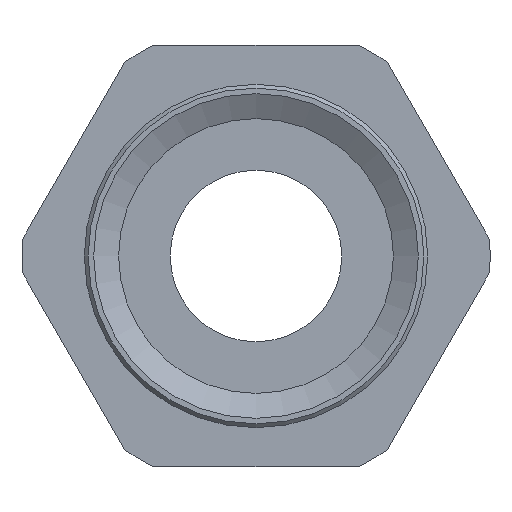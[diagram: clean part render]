
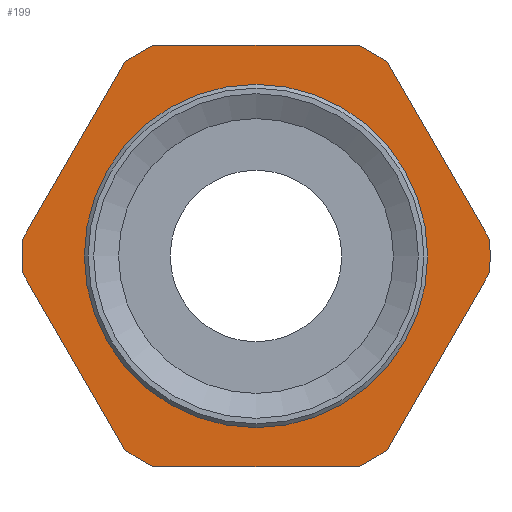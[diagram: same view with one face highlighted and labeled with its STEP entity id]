
A CAD part, left-side view. The second image highlights one B-rep face of the part: STEP entity #199.
In plain terms, the highlighted planar face has unit normal (-1, 0, 0).
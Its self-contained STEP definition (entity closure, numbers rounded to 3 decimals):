
#199 = ADVANCED_FACE( '', ( #463, #464 ), #465, .F. );
#463 = FACE_OUTER_BOUND( '', #783, .T. );
#464 = FACE_BOUND( '', #784, .T. );
#465 = PLANE( '', #785 );
#783 = EDGE_LOOP( '', ( #1272, #1273, #1274, #1275, #1276, #1277, #1278, #1279, #1280, #1281, #1282, #1283 ) );
#784 = EDGE_LOOP( '', ( #1284 ) );
#785 = AXIS2_PLACEMENT_3D( '', #1285, #1286, #1287 );
#1272 = ORIENTED_EDGE( '', *, *, #1886, .F. );
#1273 = ORIENTED_EDGE( '', *, *, #1785, .F. );
#1274 = ORIENTED_EDGE( '', *, *, #1887, .F. );
#1275 = ORIENTED_EDGE( '', *, *, #1888, .F. );
#1276 = ORIENTED_EDGE( '', *, *, #1889, .F. );
#1277 = ORIENTED_EDGE( '', *, *, #1890, .F. );
#1278 = ORIENTED_EDGE( '', *, *, #1882, .F. );
#1279 = ORIENTED_EDGE( '', *, *, #1727, .F. );
#1280 = ORIENTED_EDGE( '', *, *, #1834, .F. );
#1281 = ORIENTED_EDGE( '', *, *, #1891, .F. );
#1282 = ORIENTED_EDGE( '', *, *, #1856, .F. );
#1283 = ORIENTED_EDGE( '', *, *, #1892, .F. );
#1284 = ORIENTED_EDGE( '', *, *, #1808, .T. );
#1285 = CARTESIAN_POINT( '', ( 25., 51.5, 0. ) );
#1286 = DIRECTION( '', ( 1., 0., 0. ) );
#1287 = DIRECTION( '', ( 0., 0., -1. ) );
#1727 = EDGE_CURVE( '', #2022, #2023, #2024, .T. );
#1785 = EDGE_CURVE( '', #2127, #2128, #2129, .T. );
#1808 = EDGE_CURVE( '', #2164, #2164, #2165, .T. );
#1834 = EDGE_CURVE( '', #2204, #2022, #2206, .T. );
#1856 = EDGE_CURVE( '', #2239, #2240, #2241, .T. );
#1882 = EDGE_CURVE( '', #2023, #2277, #2278, .T. );
#1886 = EDGE_CURVE( '', #2128, #2283, #2284, .T. );
#1887 = EDGE_CURVE( '', #2285, #2127, #2286, .T. );
#1888 = EDGE_CURVE( '', #2287, #2285, #2288, .T. );
#1889 = EDGE_CURVE( '', #2289, #2287, #2290, .T. );
#1890 = EDGE_CURVE( '', #2277, #2289, #2291, .T. );
#1891 = EDGE_CURVE( '', #2240, #2204, #2292, .T. );
#1892 = EDGE_CURVE( '', #2283, #2239, #2293, .T. );
#2022 = VERTEX_POINT( '', #2449 );
#2023 = VERTEX_POINT( '', #2450 );
#2024 = LINE( '', #2451, #2452 );
#2127 = VERTEX_POINT( '', #2601 );
#2128 = VERTEX_POINT( '', #2602 );
#2129 = LINE( '', #2603, #2604 );
#2164 = VERTEX_POINT( '', #2656 );
#2165 = CIRCLE( '', #2657, 51.673 );
#2204 = VERTEX_POINT( '', #2712 );
#2206 = CIRCLE( '', #2715, 75. );
#2239 = VERTEX_POINT( '', #2770 );
#2240 = VERTEX_POINT( '', #2771 );
#2241 = CIRCLE( '', #2772, 75. );
#2277 = VERTEX_POINT( '', #2830 );
#2278 = CIRCLE( '', #2831, 75. );
#2283 = VERTEX_POINT( '', #2837 );
#2284 = CIRCLE( '', #2838, 75. );
#2285 = VERTEX_POINT( '', #2839 );
#2286 = CIRCLE( '', #2840, 75. );
#2287 = VERTEX_POINT( '', #2841 );
#2288 = LINE( '', #2842, #2843 );
#2289 = VERTEX_POINT( '', #2844 );
#2290 = CIRCLE( '', #2845, 75. );
#2291 = LINE( '', #2846, #2847 );
#2292 = LINE( '', #2848, #2849 );
#2293 = LINE( '', #2850, #2851 );
#2449 = CARTESIAN_POINT( '', ( 25., -42.111, 62.062 ) );
#2450 = CARTESIAN_POINT( '', ( 25., -74.803, 5.438 ) );
#2451 = CARTESIAN_POINT( '', ( 25., -38.971, 67.5 ) );
#2452 = VECTOR( '', #3093, 1000. );
#2601 = CARTESIAN_POINT( '', ( 25., 42.111, -62.062 ) );
#2602 = CARTESIAN_POINT( '', ( 25., 74.803, -5.438 ) );
#2603 = CARTESIAN_POINT( '', ( 25., 38.971, -67.5 ) );
#2604 = VECTOR( '', #3178, 1000. );
#2656 = CARTESIAN_POINT( '', ( 25., 0., -51.673 ) );
#2657 = AXIS2_PLACEMENT_3D( '', #3207, #3208, #3209 );
#2712 = CARTESIAN_POINT( '', ( 25., -32.692, 67.5 ) );
#2715 = AXIS2_PLACEMENT_3D( '', #3241, #3242, #3243 );
#2770 = CARTESIAN_POINT( '', ( 25., 42.111, 62.062 ) );
#2771 = CARTESIAN_POINT( '', ( 25., 32.692, 67.5 ) );
#2772 = AXIS2_PLACEMENT_3D( '', #3267, #3268, #3269 );
#2830 = CARTESIAN_POINT( '', ( 25., -74.803, -5.438 ) );
#2831 = AXIS2_PLACEMENT_3D( '', #3291, #3292, #3293 );
#2837 = CARTESIAN_POINT( '', ( 25., 74.803, 5.438 ) );
#2838 = AXIS2_PLACEMENT_3D( '', #3298, #3299, #3300 );
#2839 = CARTESIAN_POINT( '', ( 25., 32.692, -67.5 ) );
#2840 = AXIS2_PLACEMENT_3D( '', #3301, #3302, #3303 );
#2841 = CARTESIAN_POINT( '', ( 25., -32.692, -67.5 ) );
#2842 = CARTESIAN_POINT( '', ( 25., -38.971, -67.5 ) );
#2843 = VECTOR( '', #3304, 1000. );
#2844 = CARTESIAN_POINT( '', ( 25., -42.111, -62.062 ) );
#2845 = AXIS2_PLACEMENT_3D( '', #3305, #3306, #3307 );
#2846 = CARTESIAN_POINT( '', ( 25., -77.942, 0. ) );
#2847 = VECTOR( '', #3308, 1000. );
#2848 = CARTESIAN_POINT( '', ( 25., 38.971, 67.5 ) );
#2849 = VECTOR( '', #3309, 1000. );
#2850 = CARTESIAN_POINT( '', ( 25., 77.942, 0. ) );
#2851 = VECTOR( '', #3310, 1000. );
#3093 = DIRECTION( '', ( 0., -0.5, -0.866 ) );
#3178 = DIRECTION( '', ( 0., 0.5, 0.866 ) );
#3207 = CARTESIAN_POINT( '', ( 25., 0., 0. ) );
#3208 = DIRECTION( '', ( 1., 0., 0. ) );
#3209 = DIRECTION( '', ( 0., 0., -1. ) );
#3241 = CARTESIAN_POINT( '', ( 25., 0., 0. ) );
#3242 = DIRECTION( '', ( 1., 0., 0. ) );
#3243 = DIRECTION( '', ( 0., 0., -1. ) );
#3267 = CARTESIAN_POINT( '', ( 25., 0., 0. ) );
#3268 = DIRECTION( '', ( 1., 0., 0. ) );
#3269 = DIRECTION( '', ( 0., 0., -1. ) );
#3291 = CARTESIAN_POINT( '', ( 25., 0., 0. ) );
#3292 = DIRECTION( '', ( 1., 0., 0. ) );
#3293 = DIRECTION( '', ( 0., 0., -1. ) );
#3298 = CARTESIAN_POINT( '', ( 25., 0., 0. ) );
#3299 = DIRECTION( '', ( 1., 0., 0. ) );
#3300 = DIRECTION( '', ( 0., 0., -1. ) );
#3301 = CARTESIAN_POINT( '', ( 25., 0., 0. ) );
#3302 = DIRECTION( '', ( 1., 0., 0. ) );
#3303 = DIRECTION( '', ( 0., 0., -1. ) );
#3304 = DIRECTION( '', ( 0., 1., 0. ) );
#3305 = CARTESIAN_POINT( '', ( 25., 0., 0. ) );
#3306 = DIRECTION( '', ( 1., 0., 0. ) );
#3307 = DIRECTION( '', ( 0., 0., -1. ) );
#3308 = DIRECTION( '', ( 0., 0.5, -0.866 ) );
#3309 = DIRECTION( '', ( 0., -1., 0. ) );
#3310 = DIRECTION( '', ( 0., -0.5, 0.866 ) );
